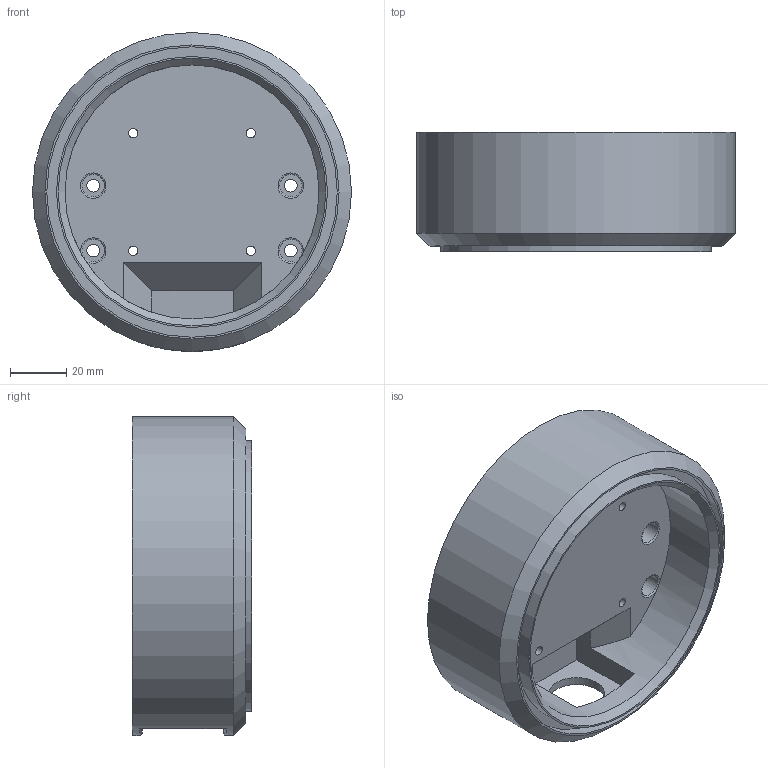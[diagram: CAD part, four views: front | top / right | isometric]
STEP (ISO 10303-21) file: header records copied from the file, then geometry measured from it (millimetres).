
FILE_DESCRIPTION(/* description */ (''),/* implementation_level */ '2;1');
FILE_NAME(/* name */ 'lidarBase_ByronRevisions.step',/* time_stamp */ '2020-03-20T23:17:55-04:00',/* author */ (''),/* organization */ (''),/* preprocessor_version */ 'ST-DEVELOPER v18',/* originating_system */ 'Autodesk Translation Framework v8.12.0.6',/* authorisation */ '');
FILE_SCHEMA (('AUTOMOTIVE_DESIGN { 1 0 10303 214 3 1 1 }'));
Length unit declared in the file: millimetre
Products named in the file (2): lidar base (2); Component1
Assembly tree (1 placements, depth 2):
  lidar base (2)
    Component1
Bounding box: 113.03 x 42.24 x 113.03 mm (x, y, z)
Volume: 249572.9 mm3; surface area: 46544.1 mm2
Topology: 1 solids, 1 shells, 60 faces, 148 edges, 100 vertices
Faces by surface type: plane 25, cylinder 23, torus 10, cone 2
Full cylindrical faces by diameter (mm): 3.2 x2, 3.302 x1, 3.318 x1, 4.5 x4, 8 x4, 10 x4, 20 x1, 90 x1, 96 x1, 102.87 x1, 113.03 x1
Entity records: 1987 total; most frequent: CARTESIAN_POINT 397, DIRECTION 352, ORIENTED_EDGE 296, AXIS2_PLACEMENT_3D 151, EDGE_CURVE 148, VERTEX_POINT 100, EDGE_LOOP 88, CIRCLE 86
